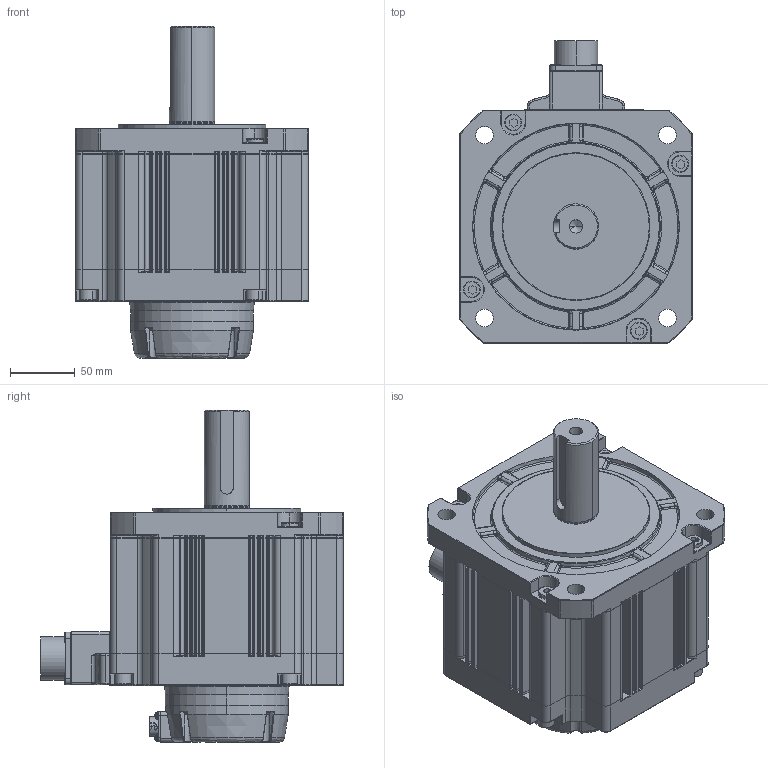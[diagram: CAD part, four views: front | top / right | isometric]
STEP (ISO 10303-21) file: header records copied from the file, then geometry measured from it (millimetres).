
FILE_DESCRIPTION (( 'STEP AP203' ), '1' );
FILE_NAME ('SV-X6MG290A-N4LD.STEP', '2021-10-12T09:19:16', ( 'China' ), ( 'Microsoft' ), 'SwSTEP 2.0', 'SolidWorks 2016', '' );
FILE_SCHEMA (( 'CONFIG_CONTROL_DESIGN' ));
Products named in the file (1): SV-X6MG290A-N4LD
Bounding box: 180 x 233.9 x 256.6 mm (x, y, z)
Volume: 4233492.9 mm3; surface area: 218306.9 mm2
Topology: 1 solids, 1 shells, 2526 faces, 6793 edges, 4269 vertices
Faces by surface type: cylinder 973, plane 861, bspline 410, cone 176, torus 75, sphere 31
Entity records: 89508 total; most frequent: CARTESIAN_POINT 30560, ORIENTED_EDGE 13416, DIRECTION 11129, EDGE_CURVE 6708, VERTEX_POINT 4261, AXIS2_PLACEMENT_3D 4072, LINE 2985, VECTOR 2985
